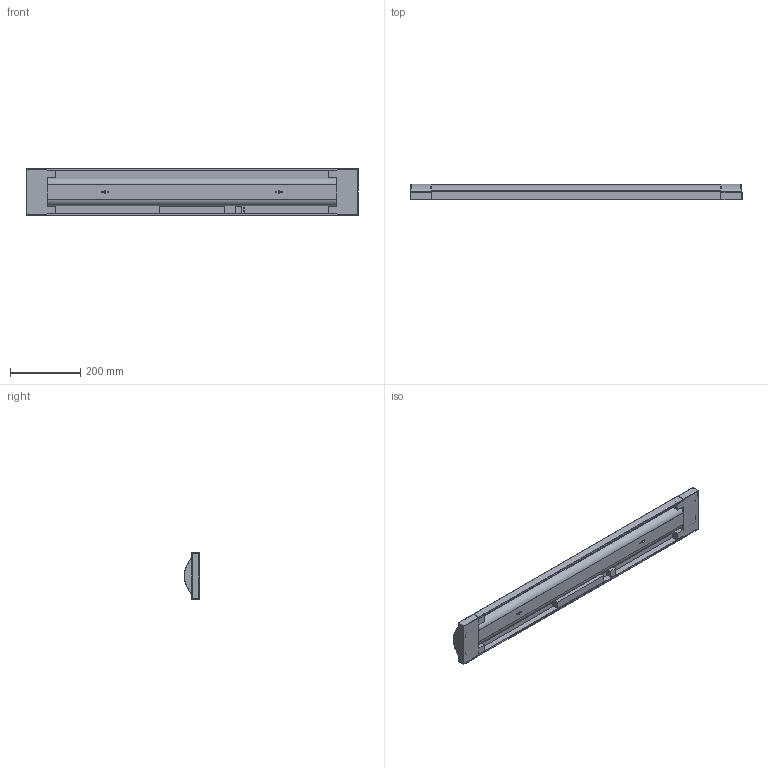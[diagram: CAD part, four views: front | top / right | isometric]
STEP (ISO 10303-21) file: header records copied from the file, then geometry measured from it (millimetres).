
FILE_DESCRIPTION (( 'STEP AP203' ), '1' );
FILE_NAME ('LLPO0-3017-2-30-K01 Ñâåòèëüíèê ËÏÎ3017 2x30Âò 230Â T8_G13 ÈÝÊ.STEP', '2017-07-05T11:37:01', ( '' ), ( '' ), 'SwSTEP 2.0', 'SolidWorks 2014', '' );
FILE_SCHEMA (( 'CONFIG_CONTROL_DESIGN' ));
Length unit declared in the file: millimetre
Products named in the file (1): LLPO0-3017-2-30-K01 Ñâåòèëüíèê ËÏÎ3017 2x30Âò 230Â T8_G13 ÈÝÊ
Bounding box: 942 x 43.72 x 134 mm (x, y, z)
Volume: 1546040.4 mm3; surface area: 834646.2 mm2
Topology: 4 solids, 4 shells, 290 faces, 776 edges, 480 vertices
Faces by surface type: plane 212, cylinder 60, torus 8, sphere 6, bspline 4
Full cylindrical faces by diameter (mm): 3.831 x1, 4.231 x1, 27 x2
Entity records: 9183 total; most frequent: CARTESIAN_POINT 1815, ORIENTED_EDGE 1532, DIRECTION 1504, EDGE_CURVE 766, VECTOR 574, LINE 574, VERTEX_POINT 480, AXIS2_PLACEMENT_3D 465
